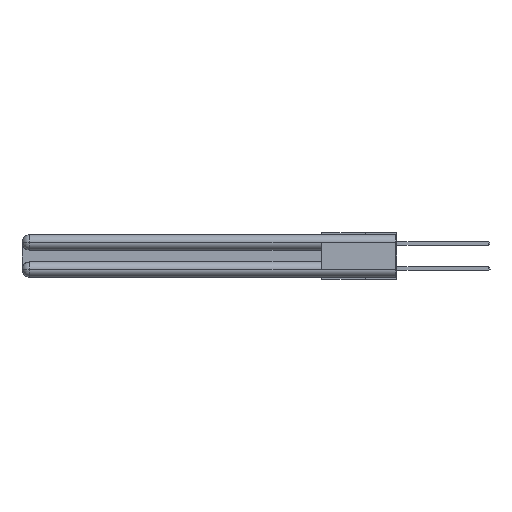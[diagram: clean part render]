
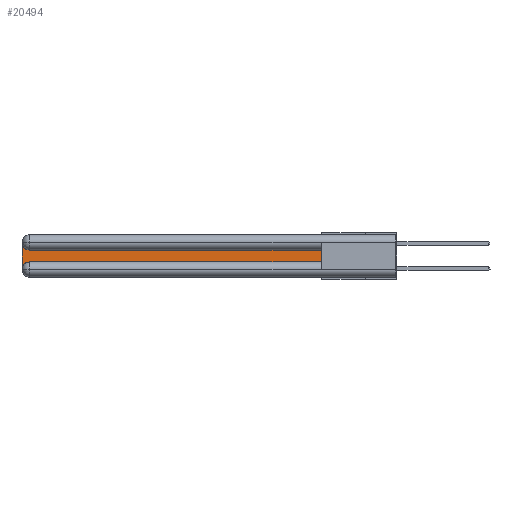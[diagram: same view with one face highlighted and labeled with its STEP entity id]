
A CAD part, left-side view. The second image highlights one B-rep face of the part: STEP entity #20494.
In plain terms, the highlighted planar face has unit normal (-1, 0, 0).
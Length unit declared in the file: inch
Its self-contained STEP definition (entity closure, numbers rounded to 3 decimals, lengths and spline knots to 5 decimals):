
#834 = ORIENTED_EDGE ( 'NONE', *, *, #5759, .T. ) ;
#931 = CARTESIAN_POINT ( 'NONE',  ( 0.075, 3., -0.1225 ) ) ;
#953 = EDGE_CURVE ( 'NONE', #21188, #28910, #5034, .T. ) ;
#2076 = CARTESIAN_POINT ( 'NONE',  ( 0.075, 2.94, -0.2175 ) ) ;
#2790 = CARTESIAN_POINT ( 'NONE',  ( 0.075, 0.6, -0.1225 ) ) ;
#3232 = ORIENTED_EDGE ( 'NONE', *, *, #13215, .T. ) ;
#3327 = CARTESIAN_POINT ( 'NONE',  ( 0.075, 3., -0.0625 ) ) ;
#4574 = ORIENTED_EDGE ( 'NONE', *, *, #953, .T. ) ;
#5034 = LINE ( 'NONE', #20543, #16865 ) ;
#5516 = AXIS2_PLACEMENT_3D ( 'NONE', #6714, #13966, #8992 ) ;
#5556 = CARTESIAN_POINT ( 'NONE',  ( 0.075, 0.6, -0.2175 ) ) ;
#5759 = EDGE_CURVE ( 'NONE', #8344, #15083, #13042, .T. ) ;
#6594 = CARTESIAN_POINT ( 'NONE',  ( 0.075, 2.94, -0.0625 ) ) ;
#6644 = CARTESIAN_POINT ( 'NONE',  ( 0.075, 0.6, -0.2175 ) ) ;
#6714 = CARTESIAN_POINT ( 'NONE',  ( 0.075, 2.94, -0.2775 ) ) ;
#8344 = VERTEX_POINT ( 'NONE', #2076 ) ;
#8992 = DIRECTION ( 'NONE',  ( 0., 0., -1. ) ) ;
#10369 = DIRECTION ( 'NONE',  ( 0., 0., -1. ) ) ;
#11049 = VECTOR ( 'NONE', #20746, 39.37008 ) ;
#11252 = DIRECTION ( 'NONE',  ( 1., 0., 0. ) ) ;
#13042 = LINE ( 'NONE', #27511, #16372 ) ;
#13100 = DIRECTION ( 'NONE',  ( 0., -1., 0. ) ) ;
#13215 = EDGE_CURVE ( 'NONE', #19817, #14486, #25590, .T. ) ;
#13884 = EDGE_LOOP ( 'NONE', ( #3232, #30383, #4574, #29270, #834, #28366 ) ) ;
#13966 = DIRECTION ( 'NONE',  ( 1., 0., 0. ) ) ;
#14240 = EDGE_CURVE ( 'NONE', #15083, #19817, #17337, .T. ) ;
#14486 = VERTEX_POINT ( 'NONE', #26533 ) ;
#14679 = AXIS2_PLACEMENT_3D ( 'NONE', #6594, #11252, #16122 ) ;
#15083 = VERTEX_POINT ( 'NONE', #5556 ) ;
#16122 = DIRECTION ( 'NONE',  ( 0., 0., -1. ) ) ;
#16372 = VECTOR ( 'NONE', #13100, 39.37008 ) ;
#16865 = VECTOR ( 'NONE', #24991, 39.37008 ) ;
#17337 = LINE ( 'NONE', #6644, #11049 ) ;
#17597 = DIRECTION ( 'NONE',  ( 1., 0., 0. ) ) ;
#18278 = AXIS2_PLACEMENT_3D ( 'NONE', #931, #17597, #10369 ) ;
#19817 = VERTEX_POINT ( 'NONE', #26973 ) ;
#20494 = ADVANCED_FACE ( 'NONE', ( #22881 ), #26744, .F. ) ;
#20543 = CARTESIAN_POINT ( 'NONE',  ( 0.075, 3., -0.2175 ) ) ;
#20746 = DIRECTION ( 'NONE',  ( 0., 0., 1. ) ) ;
#21188 = VERTEX_POINT ( 'NONE', #3327 ) ;
#22881 = FACE_OUTER_BOUND ( 'NONE', #13884, .T. ) ;
#23005 = VECTOR ( 'NONE', #29202, 39.37008 ) ;
#23485 = EDGE_CURVE ( 'NONE', #28910, #8344, #26043, .T. ) ;
#24991 = DIRECTION ( 'NONE',  ( 0., 0., -1. ) ) ;
#25590 = LINE ( 'NONE', #2790, #23005 ) ;
#25810 = CIRCLE ( 'NONE', #14679, 0.06 ) ;
#26043 = CIRCLE ( 'NONE', #5516, 0.06 ) ;
#26533 = CARTESIAN_POINT ( 'NONE',  ( 0.075, 2.94, -0.1225 ) ) ;
#26599 = EDGE_CURVE ( 'NONE', #14486, #21188, #25810, .T. ) ;
#26744 = PLANE ( 'NONE',  #18278 ) ;
#26973 = CARTESIAN_POINT ( 'NONE',  ( 0.075, 0.6, -0.1225 ) ) ;
#27511 = CARTESIAN_POINT ( 'NONE',  ( 0.075, 0.6, -0.2175 ) ) ;
#28366 = ORIENTED_EDGE ( 'NONE', *, *, #14240, .T. ) ;
#28910 = VERTEX_POINT ( 'NONE', #29768 ) ;
#29202 = DIRECTION ( 'NONE',  ( 0., 1., 0. ) ) ;
#29270 = ORIENTED_EDGE ( 'NONE', *, *, #23485, .T. ) ;
#29768 = CARTESIAN_POINT ( 'NONE',  ( 0.075, 3., -0.2775 ) ) ;
#30383 = ORIENTED_EDGE ( 'NONE', *, *, #26599, .T. ) ;
